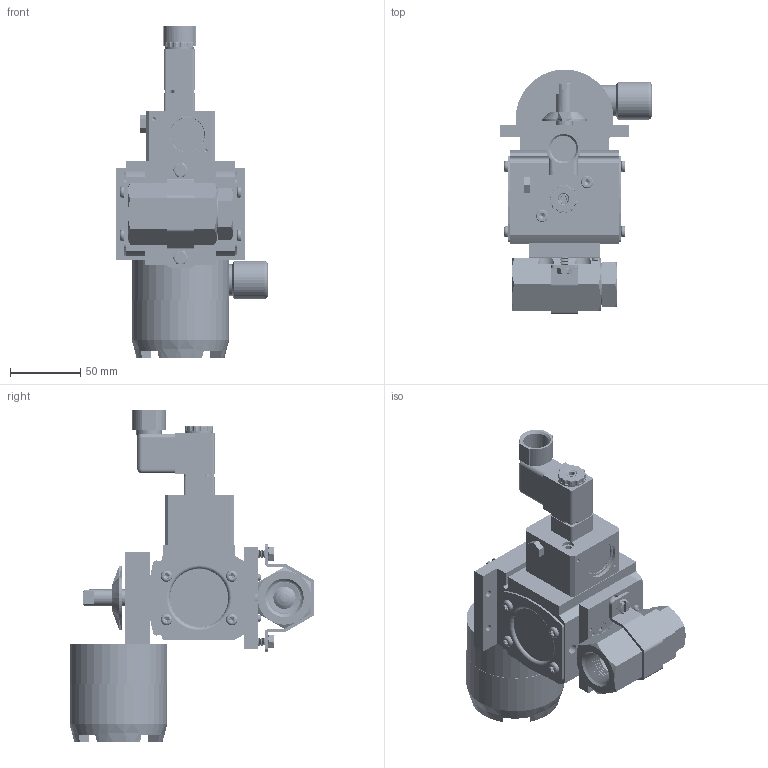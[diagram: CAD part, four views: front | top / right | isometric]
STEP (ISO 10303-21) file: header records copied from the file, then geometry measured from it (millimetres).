
FILE_DESCRIPTION (( 'STEP AP203' ), '1' );
FILE_NAME ('86XXNA512D4GPDCLS.step', '2018-09-04T14:30:40', ( '' ), ( '' ), 'SwSTEP 2.0', 'SolidWorks 2018', '' );
FILE_SCHEMA (( 'CONFIG_CONTROL_DESIGN' ));
Products named in the file (1): 86XXNA512D4GPDCLS
Bounding box: 107.71 x 173.95 x 235.76 mm (x, y, z)
Volume: 646980.2 mm3; surface area: 243277.5 mm2
Topology: 54 solids, 54 shells, 4525 faces, 11630 edges, 7166 vertices
Faces by surface type: cylinder 1888, cone 1456, plane 802, bspline 201, torus 168, sphere 10
Entity records: 212550 total; most frequent: CARTESIAN_POINT 106494, ORIENTED_EDGE 22864, DIRECTION 22290, EDGE_CURVE 11432, AXIS2_PLACEMENT_3D 8915, VERTEX_POINT 7162, EDGE_LOOP 4830, CIRCLE 4590
